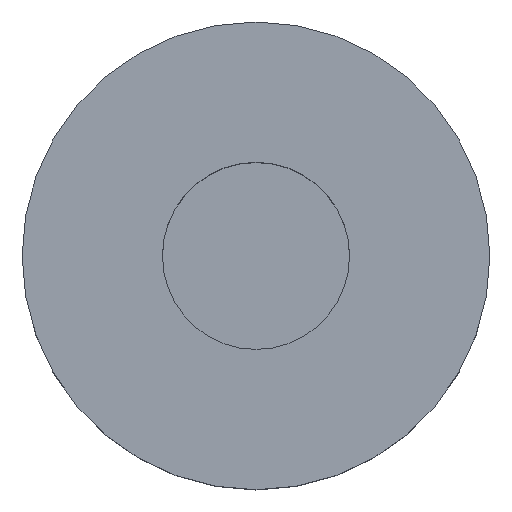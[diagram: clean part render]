
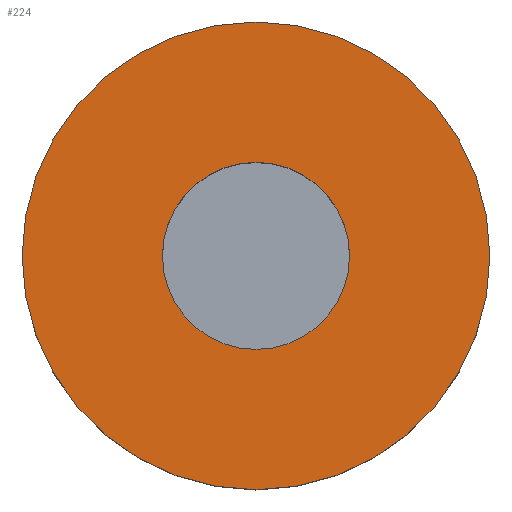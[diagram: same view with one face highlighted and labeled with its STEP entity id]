
A CAD part, top view. The second image highlights one B-rep face of the part: STEP entity #224.
In plain terms, the highlighted planar face has unit normal (0, 0, 1).
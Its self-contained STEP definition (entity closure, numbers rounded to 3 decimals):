
#2 = AXIS2_PLACEMENT_3D ( 'NONE', #219, #169, #33 ) ;
#4 = CARTESIAN_POINT ( 'NONE',  ( 0., 0., 12. ) ) ;
#30 = CIRCLE ( 'NONE', #186, 15. ) ;
#33 = DIRECTION ( 'NONE',  ( 1., 0., 0. ) ) ;
#45 = VERTEX_POINT ( 'NONE', #283 ) ;
#55 = DIRECTION ( 'NONE',  ( 1., 0., 0. ) ) ;
#64 = DIRECTION ( 'NONE',  ( 0., 0., 1. ) ) ;
#77 = EDGE_CURVE ( 'NONE', #45, #299, #215, .T. ) ;
#80 = EDGE_CURVE ( 'NONE', #299, #45, #30, .T. ) ;
#88 = CARTESIAN_POINT ( 'NONE',  ( 0., 0., 12. ) ) ;
#108 = AXIS2_PLACEMENT_3D ( 'NONE', #4, #150, #197 ) ;
#118 = FACE_BOUND ( 'NONE', #126, .T. ) ;
#122 = EDGE_CURVE ( 'NONE', #136, #275, #198, .T. ) ;
#124 = AXIS2_PLACEMENT_3D ( 'NONE', #88, #153, #250 ) ;
#126 = EDGE_LOOP ( 'NONE', ( #229, #184 ) ) ;
#133 = CARTESIAN_POINT ( 'NONE',  ( 6., 0., 12. ) ) ;
#136 = VERTEX_POINT ( 'NONE', #267 ) ;
#150 = DIRECTION ( 'NONE',  ( 0., 0., 1. ) ) ;
#153 = DIRECTION ( 'NONE',  ( 0., 0., 1. ) ) ;
#155 = FACE_OUTER_BOUND ( 'NONE', #253, .T. ) ;
#169 = DIRECTION ( 'NONE',  ( 0., 0., 1. ) ) ;
#175 = PLANE ( 'NONE',  #273 ) ;
#184 = ORIENTED_EDGE ( 'NONE', *, *, #240, .F. ) ;
#186 = AXIS2_PLACEMENT_3D ( 'NONE', #193, #262, #55 ) ;
#193 = CARTESIAN_POINT ( 'NONE',  ( 0., 0., 12. ) ) ;
#197 = DIRECTION ( 'NONE',  ( 1., 0., 0. ) ) ;
#198 = CIRCLE ( 'NONE', #108, 6. ) ;
#215 = CIRCLE ( 'NONE', #2, 15. ) ;
#219 = CARTESIAN_POINT ( 'NONE',  ( 0., 0., 12. ) ) ;
#224 = ADVANCED_FACE ( 'NONE', ( #155, #118 ), #175, .T. ) ;
#229 = ORIENTED_EDGE ( 'NONE', *, *, #122, .F. ) ;
#233 = ORIENTED_EDGE ( 'NONE', *, *, #80, .T. ) ;
#236 = ORIENTED_EDGE ( 'NONE', *, *, #77, .T. ) ;
#240 = EDGE_CURVE ( 'NONE', #275, #136, #304, .T. ) ;
#250 = DIRECTION ( 'NONE',  ( 1., 0., 0. ) ) ;
#253 = EDGE_LOOP ( 'NONE', ( #236, #233 ) ) ;
#262 = DIRECTION ( 'NONE',  ( 0., 0., 1. ) ) ;
#267 = CARTESIAN_POINT ( 'NONE',  ( -6., 0., 12. ) ) ;
#271 = CARTESIAN_POINT ( 'NONE',  ( 0., 0., 12. ) ) ;
#273 = AXIS2_PLACEMENT_3D ( 'NONE', #271, #64, #274 ) ;
#274 = DIRECTION ( 'NONE',  ( 1., 0., 0. ) ) ;
#275 = VERTEX_POINT ( 'NONE', #133 ) ;
#283 = CARTESIAN_POINT ( 'NONE',  ( -15., 0., 12. ) ) ;
#296 = CARTESIAN_POINT ( 'NONE',  ( 15., 0., 12. ) ) ;
#299 = VERTEX_POINT ( 'NONE', #296 ) ;
#304 = CIRCLE ( 'NONE', #124, 6. ) ;
